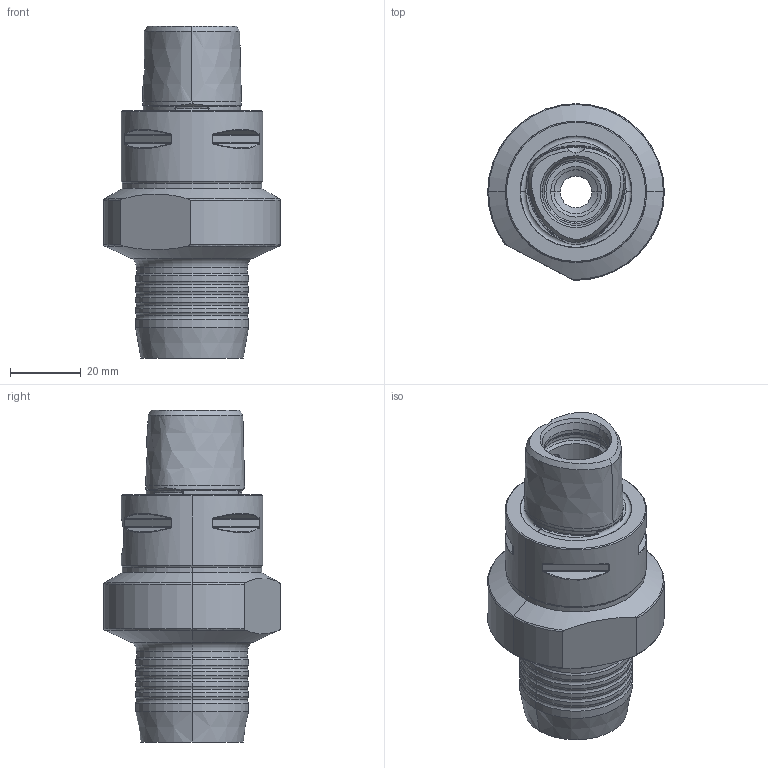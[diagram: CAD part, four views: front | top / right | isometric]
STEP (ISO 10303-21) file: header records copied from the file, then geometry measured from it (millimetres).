
FILE_DESCRIPTION (( 'STEP AP214' ), '1' );
FILE_NAME ('77.C40.012 x=70_step.STEP', '2022-04-12T10:04:03', ( '' ), ( '' ), 'SwSTEP 2.0', 'SolidWorks 2018', '' );
FILE_SCHEMA (( 'AUTOMOTIVE_DESIGN' ));
Length unit declared in the file: millimetre
Products named in the file (1): 77.C40.012 x=70_step
Bounding box: 50 x 49.99 x 94 mm (x, y, z)
Volume: 84358.4 mm3; surface area: 17650.3 mm2
Topology: 1 solids, 1 shells, 215 faces, 496 edges, 287 vertices
Faces by surface type: bspline 58, cylinder 55, torus 38, cone 36, plane 28
Entity records: 12082 total; most frequent: CARTESIAN_POINT 7420, ORIENTED_EDGE 984, DIRECTION 845, EDGE_CURVE 492, AXIS2_PLACEMENT_3D 366, VERTEX_POINT 287, EDGE_LOOP 227, ADVANCED_FACE 215
